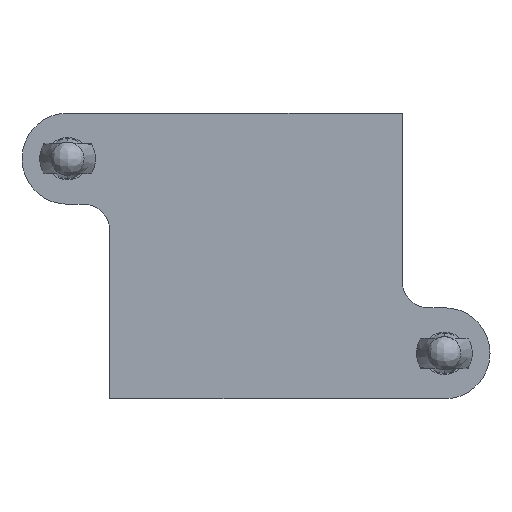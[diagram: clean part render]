
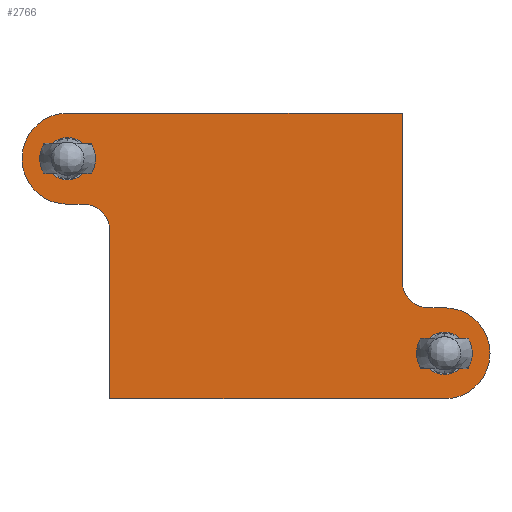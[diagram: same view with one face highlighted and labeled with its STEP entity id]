
A CAD part, front view. The second image highlights one B-rep face of the part: STEP entity #2766.
In plain terms, the highlighted planar face has unit normal (0, -1, 0).
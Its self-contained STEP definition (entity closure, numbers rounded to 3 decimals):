
#395 = ORIENTED_EDGE ( 'NONE', *, *, #5428, .T. ) ;
#479 = CIRCLE ( 'NONE', #2663, 2. ) ;
#835 = VERTEX_POINT ( 'NONE', #7965 ) ;
#907 = ORIENTED_EDGE ( 'NONE', *, *, #3133, .T. ) ;
#913 = ORIENTED_EDGE ( 'NONE', *, *, #3683, .T. ) ;
#923 = CARTESIAN_POINT ( 'NONE',  ( 10.75, 0., -1.892 ) ) ;
#1034 = VERTEX_POINT ( 'NONE', #7219 ) ;
#1262 = VECTOR ( 'NONE', #5205, 1000. ) ;
#1277 = DIRECTION ( 'NONE',  ( -1., 0., 0. ) ) ;
#1290 = DIRECTION ( 'NONE',  ( 0., -1., 0. ) ) ;
#1312 = CARTESIAN_POINT ( 'NONE',  ( -14.425, 0., 7.321 ) ) ;
#1357 = EDGE_LOOP ( 'NONE', ( #6533, #3945 ) ) ;
#1596 = EDGE_CURVE ( 'NONE', #5153, #2730, #8725, .T. ) ;
#1649 = EDGE_CURVE ( 'NONE', #5269, #9562, #9579, .T. ) ;
#1784 = DIRECTION ( 'NONE',  ( -1., 0., 0. ) ) ;
#1794 = DIRECTION ( 'NONE',  ( 0., -1., 0. ) ) ;
#1795 = CARTESIAN_POINT ( 'NONE',  ( -14.425, 0., 7.321 ) ) ;
#1802 = EDGE_CURVE ( 'NONE', #9562, #835, #6161, .T. ) ;
#1905 = ORIENTED_EDGE ( 'NONE', *, *, #4654, .T. ) ;
#1978 = CARTESIAN_POINT ( 'NONE',  ( 13.925, 0., -10.75 ) ) ;
#2344 = AXIS2_PLACEMENT_3D ( 'NONE', #9189, #8687, #8485 ) ;
#2663 = AXIS2_PLACEMENT_3D ( 'NONE', #8635, #8716, #8393 ) ;
#2730 = VERTEX_POINT ( 'NONE', #3392 ) ;
#2735 = EDGE_CURVE ( 'NONE', #6074, #5121, #4268, .T. ) ;
#2766 = ADVANCED_FACE ( 'NONE', ( #9724, #8634, #6675 ), #3296, .F. ) ;
#2834 = ORIENTED_EDGE ( 'NONE', *, *, #7328, .T. ) ;
#3133 = EDGE_CURVE ( 'NONE', #5193, #7975, #9078, .T. ) ;
#3159 = VECTOR ( 'NONE', #3317, 1000. ) ;
#3258 = DIRECTION ( 'NONE',  ( -1., 0., 0. ) ) ;
#3270 = DIRECTION ( 'NONE',  ( 0., 1., 0. ) ) ;
#3274 = CIRCLE ( 'NONE', #4552, 2. ) ;
#3290 = CARTESIAN_POINT ( 'NONE',  ( -20., 0., 10.75 ) ) ;
#3296 = PLANE ( 'NONE',  #9170 ) ;
#3304 = CARTESIAN_POINT ( 'NONE',  ( -14.425, 0., 10.75 ) ) ;
#3317 = DIRECTION ( 'NONE',  ( 1., 0., 0. ) ) ;
#3363 = VERTEX_POINT ( 'NONE', #923 ) ;
#3365 = CARTESIAN_POINT ( 'NONE',  ( -20., 0., 10.75 ) ) ;
#3392 = CARTESIAN_POINT ( 'NONE',  ( -12.825, 0., 7.321 ) ) ;
#3556 = LINE ( 'NONE', #9920, #6077 ) ;
#3561 = EDGE_CURVE ( 'NONE', #5243, #5269, #3556, .T. ) ;
#3593 = EDGE_CURVE ( 'NONE', #7975, #7654, #9597, .T. ) ;
#3683 = EDGE_CURVE ( 'NONE', #835, #5946, #4122, .T. ) ;
#3791 = CARTESIAN_POINT ( 'NONE',  ( 12.325, 0., -7.321 ) ) ;
#3945 = ORIENTED_EDGE ( 'NONE', *, *, #8069, .T. ) ;
#3953 = CIRCLE ( 'NONE', #5897, 3.429 ) ;
#4122 = LINE ( 'NONE', #6068, #7906 ) ;
#4141 = AXIS2_PLACEMENT_3D ( 'NONE', #6805, #6769, #6750 ) ;
#4268 = LINE ( 'NONE', #3365, #3159 ) ;
#4440 = CARTESIAN_POINT ( 'NONE',  ( 12.75, 0., -3.892 ) ) ;
#4552 = AXIS2_PLACEMENT_3D ( 'NONE', #8543, #8534, #8519 ) ;
#4564 = AXIS2_PLACEMENT_3D ( 'NONE', #8216, #8212, #8205 ) ;
#4654 = EDGE_CURVE ( 'NONE', #6074, #5193, #3953, .T. ) ;
#4869 = EDGE_CURVE ( 'NONE', #3363, #5121, #5465, .T. ) ;
#5011 = EDGE_CURVE ( 'NONE', #5946, #3363, #3274, .T. ) ;
#5050 = EDGE_CURVE ( 'NONE', #9439, #1034, #6789, .T. ) ;
#5121 = VERTEX_POINT ( 'NONE', #7863 ) ;
#5153 = VERTEX_POINT ( 'NONE', #7800 ) ;
#5193 = VERTEX_POINT ( 'NONE', #7645 ) ;
#5205 = DIRECTION ( 'NONE',  ( 0., 0., 1. ) ) ;
#5243 = VERTEX_POINT ( 'NONE', #7604 ) ;
#5269 = VERTEX_POINT ( 'NONE', #7498 ) ;
#5382 = CARTESIAN_POINT ( 'NONE',  ( 10.75, 0., 10.75 ) ) ;
#5428 = EDGE_CURVE ( 'NONE', #2730, #5153, #5831, .T. ) ;
#5465 = LINE ( 'NONE', #5382, #1262 ) ;
#5684 = CIRCLE ( 'NONE', #2344, 1.6 ) ;
#5689 = ORIENTED_EDGE ( 'NONE', *, *, #4869, .T. ) ;
#5816 = DIRECTION ( 'NONE',  ( -1., 0., 0. ) ) ;
#5819 = DIRECTION ( 'NONE',  ( 0., -1., 0. ) ) ;
#5826 = CARTESIAN_POINT ( 'NONE',  ( 13.925, 0., -7.321 ) ) ;
#5831 = CIRCLE ( 'NONE', #4141, 1.6 ) ;
#5897 = AXIS2_PLACEMENT_3D ( 'NONE', #1312, #1290, #1277 ) ;
#5928 = ORIENTED_EDGE ( 'NONE', *, *, #5011, .T. ) ;
#5946 = VERTEX_POINT ( 'NONE', #4440 ) ;
#6031 = ORIENTED_EDGE ( 'NONE', *, *, #1596, .T. ) ;
#6068 = CARTESIAN_POINT ( 'NONE',  ( 13.925, 0., -3.892 ) ) ;
#6074 = VERTEX_POINT ( 'NONE', #3304 ) ;
#6077 = VECTOR ( 'NONE', #9950, 1000. ) ;
#6094 = DIRECTION ( 'NONE',  ( 1., 0., 0. ) ) ;
#6109 = CARTESIAN_POINT ( 'NONE',  ( -20., 0., -10.75 ) ) ;
#6160 = DIRECTION ( 'NONE',  ( -1., 0., 0. ) ) ;
#6161 = CIRCLE ( 'NONE', #9238, 3.429 ) ;
#6172 = DIRECTION ( 'NONE',  ( 0., 1., 0. ) ) ;
#6175 = CARTESIAN_POINT ( 'NONE',  ( -14.425, 0., 7.321 ) ) ;
#6246 = DIRECTION ( 'NONE',  ( -1., 0., 0. ) ) ;
#6268 = ORIENTED_EDGE ( 'NONE', *, *, #3593, .T. ) ;
#6321 = ORIENTED_EDGE ( 'NONE', *, *, #1802, .T. ) ;
#6463 = ORIENTED_EDGE ( 'NONE', *, *, #1649, .T. ) ;
#6533 = ORIENTED_EDGE ( 'NONE', *, *, #5050, .T. ) ;
#6560 = ORIENTED_EDGE ( 'NONE', *, *, #2735, .F. ) ;
#6675 = FACE_OUTER_BOUND ( 'NONE', #8177, .T. ) ;
#6750 = DIRECTION ( 'NONE',  ( -1., 0., 0. ) ) ;
#6769 = DIRECTION ( 'NONE',  ( 0., 1., 0. ) ) ;
#6789 = CIRCLE ( 'NONE', #4564, 1.6 ) ;
#6805 = CARTESIAN_POINT ( 'NONE',  ( -14.425, 0., 7.321 ) ) ;
#7065 = CARTESIAN_POINT ( 'NONE',  ( -14.425, 0., 3.892 ) ) ;
#7219 = CARTESIAN_POINT ( 'NONE',  ( 15.525, 0., -7.321 ) ) ;
#7328 = EDGE_CURVE ( 'NONE', #7654, #5243, #479, .T. ) ;
#7498 = CARTESIAN_POINT ( 'NONE',  ( -11.25, 0., -10.75 ) ) ;
#7604 = CARTESIAN_POINT ( 'NONE',  ( -11.25, 0., 1.892 ) ) ;
#7645 = CARTESIAN_POINT ( 'NONE',  ( -17.854, 0., 7.321 ) ) ;
#7654 = VERTEX_POINT ( 'NONE', #9712 ) ;
#7741 = ORIENTED_EDGE ( 'NONE', *, *, #3561, .T. ) ;
#7800 = CARTESIAN_POINT ( 'NONE',  ( -16.025, 0., 7.321 ) ) ;
#7863 = CARTESIAN_POINT ( 'NONE',  ( 10.75, 0., 10.75 ) ) ;
#7906 = VECTOR ( 'NONE', #6246, 1000. ) ;
#7965 = CARTESIAN_POINT ( 'NONE',  ( 13.925, 0., -3.892 ) ) ;
#7975 = VERTEX_POINT ( 'NONE', #7065 ) ;
#8069 = EDGE_CURVE ( 'NONE', #1034, #9439, #5684, .T. ) ;
#8075 = DIRECTION ( 'NONE',  ( 1., 0., 0. ) ) ;
#8177 = EDGE_LOOP ( 'NONE', ( #5928, #5689, #6560, #1905, #907, #6268, #2834, #7741, #6463, #6321, #913 ) ) ;
#8205 = DIRECTION ( 'NONE',  ( -1., 0., 0. ) ) ;
#8212 = DIRECTION ( 'NONE',  ( 0., 1., 0. ) ) ;
#8216 = CARTESIAN_POINT ( 'NONE',  ( 13.925, 0., -7.321 ) ) ;
#8393 = DIRECTION ( 'NONE',  ( -1., 0., 0. ) ) ;
#8485 = DIRECTION ( 'NONE',  ( -1., 0., 0. ) ) ;
#8519 = DIRECTION ( 'NONE',  ( -1., 0., 0. ) ) ;
#8534 = DIRECTION ( 'NONE',  ( 0., 1., 0. ) ) ;
#8543 = CARTESIAN_POINT ( 'NONE',  ( 12.75, 0., -1.892 ) ) ;
#8634 = FACE_BOUND ( 'NONE', #1357, .T. ) ;
#8635 = CARTESIAN_POINT ( 'NONE',  ( -13.25, 0., 1.892 ) ) ;
#8687 = DIRECTION ( 'NONE',  ( 0., 1., 0. ) ) ;
#8716 = DIRECTION ( 'NONE',  ( 0., 1., 0. ) ) ;
#8725 = CIRCLE ( 'NONE', #9655, 1.6 ) ;
#9078 = CIRCLE ( 'NONE', #9981, 3.429 ) ;
#9170 = AXIS2_PLACEMENT_3D ( 'NONE', #3290, #3270, #3258 ) ;
#9189 = CARTESIAN_POINT ( 'NONE',  ( 13.925, 0., -7.321 ) ) ;
#9238 = AXIS2_PLACEMENT_3D ( 'NONE', #5826, #5819, #5816 ) ;
#9439 = VERTEX_POINT ( 'NONE', #3791 ) ;
#9512 = CARTESIAN_POINT ( 'NONE',  ( -14.425, 0., 3.892 ) ) ;
#9562 = VERTEX_POINT ( 'NONE', #1978 ) ;
#9579 = LINE ( 'NONE', #6109, #10464 ) ;
#9597 = LINE ( 'NONE', #9512, #10466 ) ;
#9655 = AXIS2_PLACEMENT_3D ( 'NONE', #6175, #6172, #6160 ) ;
#9706 = EDGE_LOOP ( 'NONE', ( #6031, #395 ) ) ;
#9712 = CARTESIAN_POINT ( 'NONE',  ( -13.25, 0., 3.892 ) ) ;
#9724 = FACE_BOUND ( 'NONE', #9706, .T. ) ;
#9920 = CARTESIAN_POINT ( 'NONE',  ( -11.25, 0., -10.75 ) ) ;
#9950 = DIRECTION ( 'NONE',  ( 0., 0., -1. ) ) ;
#9981 = AXIS2_PLACEMENT_3D ( 'NONE', #1795, #1794, #1784 ) ;
#10464 = VECTOR ( 'NONE', #6094, 1000. ) ;
#10466 = VECTOR ( 'NONE', #8075, 1000. ) ;
